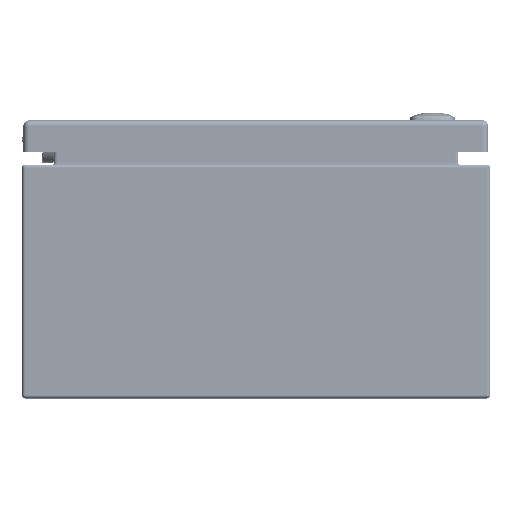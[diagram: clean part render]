
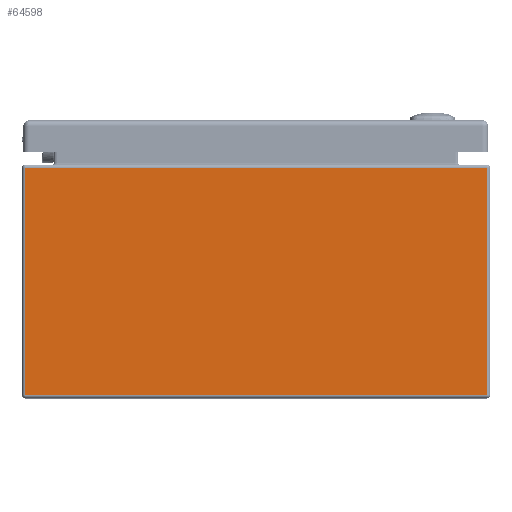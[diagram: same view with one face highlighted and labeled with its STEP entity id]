
A CAD part, front view. The second image highlights one B-rep face of the part: STEP entity #64598.
In plain terms, the highlighted planar face has unit normal (0, -1, 0).
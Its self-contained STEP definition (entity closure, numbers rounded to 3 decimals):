
#6779=LINE('',#90539,#10654);
#6785=LINE('',#90557,#10660);
#6789=LINE('',#90574,#10664);
#6823=LINE('',#90737,#10698);
#10654=VECTOR('',#75190,0.394);
#10660=VECTOR('',#75210,0.394);
#10664=VECTOR('',#75228,0.394);
#10698=VECTOR('',#75414,0.394);
#15586=FACE_OUTER_BOUND('',#19601,.T.);
#19601=EDGE_LOOP('',(#43074,#43075,#43076,#43077));
#26212=VERTEX_POINT('',#90530);
#26215=VERTEX_POINT('',#90537);
#26220=VERTEX_POINT('',#90556);
#26225=VERTEX_POINT('',#90567);
#32635=EDGE_CURVE('',#26215,#26212,#6779,.T.);
#32644=EDGE_CURVE('',#26212,#26220,#6785,.T.);
#32653=EDGE_CURVE('',#26220,#26225,#6789,.T.);
#32735=EDGE_CURVE('',#26225,#26215,#6823,.T.);
#43074=ORIENTED_EDGE('',*,*,#32635,.F.);
#43075=ORIENTED_EDGE('',*,*,#32735,.F.);
#43076=ORIENTED_EDGE('',*,*,#32653,.F.);
#43077=ORIENTED_EDGE('',*,*,#32644,.F.);
#63181=PLANE('',#69522);
#64598=ADVANCED_FACE('',(#15586),#63181,.F.);
#69522=AXIS2_PLACEMENT_3D('',#90736,#75412,#75413);
#75190=DIRECTION('',(0.,0.,1.));
#75210=DIRECTION('',(1.,0.,0.));
#75228=DIRECTION('',(0.,0.,-1.));
#75412=DIRECTION('center_axis',(0.,1.,0.));
#75413=DIRECTION('ref_axis',(0.,0.,1.));
#75414=DIRECTION('',(-1.,0.,0.));
#90530=CARTESIAN_POINT('',(-5.916,-8.,5.916));
#90537=CARTESIAN_POINT('',(-5.916,-8.,0.084));
#90539=CARTESIAN_POINT('',(-5.916,-8.,5.916));
#90556=CARTESIAN_POINT('',(5.916,-8.,5.916));
#90557=CARTESIAN_POINT('',(-5.078,-8.,5.916));
#90567=CARTESIAN_POINT('',(5.916,-8.,0.084));
#90574=CARTESIAN_POINT('',(5.916,-8.,5.916));
#90736=CARTESIAN_POINT('Origin',(5.078,-8.,5.916));
#90737=CARTESIAN_POINT('',(5.518,-8.,0.084));
